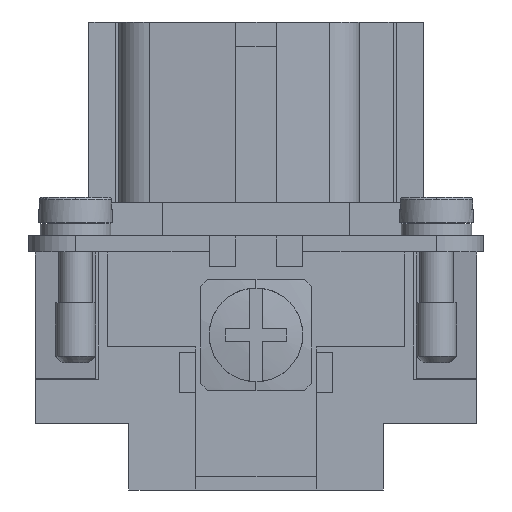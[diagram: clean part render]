
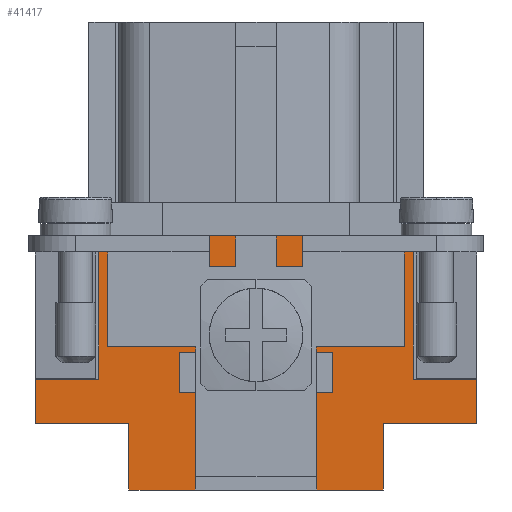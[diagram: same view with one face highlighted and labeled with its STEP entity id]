
A CAD part, left-side view. The second image highlights one B-rep face of the part: STEP entity #41417.
In plain terms, the highlighted planar face has unit normal (-1, 0, 0).
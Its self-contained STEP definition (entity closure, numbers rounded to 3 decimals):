
#32017=CARTESIAN_POINT('',(-31.6,11.75,19.0));
#32018=VERTEX_POINT('',#32017);
#32025=CARTESIAN_POINT('',(-31.6,-11.75,19.0));
#32026=VERTEX_POINT('',#32025);
#32027=CARTESIAN_POINT('',(-31.6,-11.75,19.0));
#32028=DIRECTION('',(0.0,1.0,0.0));
#32029=VECTOR('',#32028,23.5);
#32030=LINE('',#32027,#32029);
#32031=EDGE_CURVE('',#32026,#32018,#32030,.T.);
#36807=CARTESIAN_POINT('',(-31.6,-11.75,8.3));
#36808=VERTEX_POINT('',#36807);
#36817=CARTESIAN_POINT('',(-31.6,-11.75,8.3));
#36818=DIRECTION('',(0.0,0.0,1.0));
#36819=VECTOR('',#36818,10.7);
#36820=LINE('',#36817,#36819);
#36821=EDGE_CURVE('',#36808,#32026,#36820,.T.);
#36831=CARTESIAN_POINT('',(-31.6,-16.5,8.3));
#36832=VERTEX_POINT('',#36831);
#36833=CARTESIAN_POINT('',(-31.6,-16.5,8.3));
#36834=DIRECTION('',(0.0,1.0,0.0));
#36835=VECTOR('',#36834,4.75);
#36836=LINE('',#36833,#36835);
#36837=EDGE_CURVE('',#36832,#36808,#36836,.T.);
#36855=CARTESIAN_POINT('',(-31.6,11.75,8.3));
#36856=VERTEX_POINT('',#36855);
#36865=CARTESIAN_POINT('',(-31.6,11.75,19.0));
#36866=DIRECTION('',(0.0,0.0,-1.0));
#36867=VECTOR('',#36866,10.7);
#36868=LINE('',#36865,#36867);
#36869=EDGE_CURVE('',#32018,#36856,#36868,.T.);
#36911=CARTESIAN_POINT('',(-31.6,16.5,8.3));
#36912=VERTEX_POINT('',#36911);
#36913=CARTESIAN_POINT('',(-31.6,11.75,8.3));
#36914=DIRECTION('',(0.0,1.0,0.0));
#36915=VECTOR('',#36914,4.75);
#36916=LINE('',#36913,#36915);
#36917=EDGE_CURVE('',#36856,#36912,#36916,.T.);
#37057=CARTESIAN_POINT('',(-31.6,16.5,5.0));
#37058=VERTEX_POINT('',#37057);
#37065=CARTESIAN_POINT('',(-31.6,16.5,5.0));
#37066=DIRECTION('',(0.0,0.0,1.0));
#37067=VECTOR('',#37066,3.3);
#37068=LINE('',#37065,#37067);
#37069=EDGE_CURVE('',#37058,#36912,#37068,.T.);
#37187=CARTESIAN_POINT('',(-31.6,-16.5,5.0));
#37188=VERTEX_POINT('',#37187);
#37189=CARTESIAN_POINT('',(-31.6,-16.5,5.0));
#37190=DIRECTION('',(0.0,0.0,1.0));
#37191=VECTOR('',#37190,3.3);
#37192=LINE('',#37189,#37191);
#37193=EDGE_CURVE('',#37188,#36832,#37192,.T.);
#40896=CARTESIAN_POINT('',(-31.6,9.5,0.0));
#40897=VERTEX_POINT('',#40896);
#40904=CARTESIAN_POINT('',(-31.6,9.5,5.0));
#40905=VERTEX_POINT('',#40904);
#40906=CARTESIAN_POINT('',(-31.6,9.5,5.0));
#40907=DIRECTION('',(0.0,0.0,-1.0));
#40908=VECTOR('',#40907,5.0);
#40909=LINE('',#40906,#40908);
#40910=EDGE_CURVE('',#40905,#40897,#40909,.T.);
#40936=CARTESIAN_POINT('',(-31.6,-9.5,5.0));
#40937=VERTEX_POINT('',#40936);
#40944=CARTESIAN_POINT('',(-31.6,-9.5,0.0));
#40945=VERTEX_POINT('',#40944);
#40946=CARTESIAN_POINT('',(-31.6,-9.5,0.0));
#40947=DIRECTION('',(0.0,0.0,1.0));
#40948=VECTOR('',#40947,5.0);
#40949=LINE('',#40946,#40948);
#40950=EDGE_CURVE('',#40945,#40937,#40949,.T.);
#41300=CARTESIAN_POINT('',(-31.6,-9.5,5.0));
#41301=DIRECTION('',(0.0,-1.0,0.0));
#41302=VECTOR('',#41301,7.0);
#41303=LINE('',#41300,#41302);
#41304=EDGE_CURVE('',#40937,#37188,#41303,.T.);
#41351=CARTESIAN_POINT('',(-31.6,16.5,5.0));
#41352=DIRECTION('',(0.0,-1.0,0.0));
#41353=VECTOR('',#41352,7.0);
#41354=LINE('',#41351,#41353);
#41355=EDGE_CURVE('',#37058,#40905,#41354,.T.);
#41361=CARTESIAN_POINT('',(-31.6,-16.5,0.0));
#41362=DIRECTION('',(-1.0,0.0,0.0));
#41363=DIRECTION('',(0.0,0.0,1.0));
#41364=AXIS2_PLACEMENT_3D('',#41361,#41362,#41363);
#41365=PLANE('',#41364);
#41366=ORIENTED_EDGE('',*,*,#36821,.T.);
#41367=ORIENTED_EDGE('',*,*,#32031,.T.);
#41368=ORIENTED_EDGE('',*,*,#36869,.T.);
#41369=ORIENTED_EDGE('',*,*,#36917,.T.);
#41370=ORIENTED_EDGE('',*,*,#37069,.F.);
#41371=ORIENTED_EDGE('',*,*,#41355,.T.);
#41372=ORIENTED_EDGE('',*,*,#40910,.T.);
#41373=CARTESIAN_POINT('',(-31.6,4.55,0.0));
#41374=VERTEX_POINT('',#41373);
#41375=CARTESIAN_POINT('',(-31.6,9.5,0.0));
#41376=DIRECTION('',(0.0,-1.0,0.0));
#41377=VECTOR('',#41376,4.95);
#41378=LINE('',#41375,#41377);
#41379=EDGE_CURVE('',#40897,#41374,#41378,.T.);
#41380=ORIENTED_EDGE('',*,*,#41379,.T.);
#41381=CARTESIAN_POINT('',(-31.6,4.55,3.5));
#41382=VERTEX_POINT('',#41381);
#41383=CARTESIAN_POINT('',(-31.6,4.55,0.0));
#41384=DIRECTION('',(0.0,0.0,1.0));
#41385=VECTOR('',#41384,3.5);
#41386=LINE('',#41383,#41385);
#41387=EDGE_CURVE('',#41374,#41382,#41386,.T.);
#41388=ORIENTED_EDGE('',*,*,#41387,.T.);
#41389=CARTESIAN_POINT('',(-31.6,-4.55,3.5));
#41390=VERTEX_POINT('',#41389);
#41391=CARTESIAN_POINT('',(-31.6,4.55,3.5));
#41392=DIRECTION('',(0.0,-1.0,0.0));
#41393=VECTOR('',#41392,9.1);
#41394=LINE('',#41391,#41393);
#41395=EDGE_CURVE('',#41382,#41390,#41394,.T.);
#41396=ORIENTED_EDGE('',*,*,#41395,.T.);
#41397=CARTESIAN_POINT('',(-31.6,-4.55,0.0));
#41398=VERTEX_POINT('',#41397);
#41399=CARTESIAN_POINT('',(-31.6,-4.55,3.5));
#41400=DIRECTION('',(0.0,0.0,-1.0));
#41401=VECTOR('',#41400,3.5);
#41402=LINE('',#41399,#41401);
#41403=EDGE_CURVE('',#41390,#41398,#41402,.T.);
#41404=ORIENTED_EDGE('',*,*,#41403,.T.);
#41405=CARTESIAN_POINT('',(-31.6,-4.55,0.0));
#41406=DIRECTION('',(0.0,-1.0,0.0));
#41407=VECTOR('',#41406,4.95);
#41408=LINE('',#41405,#41407);
#41409=EDGE_CURVE('',#41398,#40945,#41408,.T.);
#41410=ORIENTED_EDGE('',*,*,#41409,.T.);
#41411=ORIENTED_EDGE('',*,*,#40950,.T.);
#41412=ORIENTED_EDGE('',*,*,#41304,.T.);
#41413=ORIENTED_EDGE('',*,*,#37193,.T.);
#41414=ORIENTED_EDGE('',*,*,#36837,.T.);
#41415=EDGE_LOOP('',(#41366,#41367,#41368,#41369,#41370,#41371,#41372,#41380,#41388,#41396,#41404,#41410,#41411,#41412,#41413,#41414));
#41416=FACE_OUTER_BOUND('',#41415,.T.);
#41417=ADVANCED_FACE('',(#41416),#41365,.T.);
